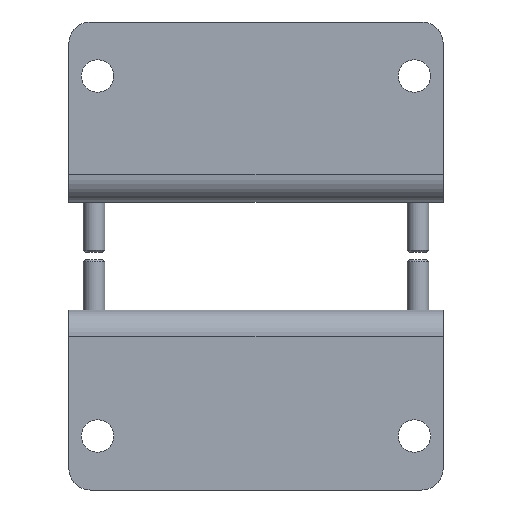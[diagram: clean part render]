
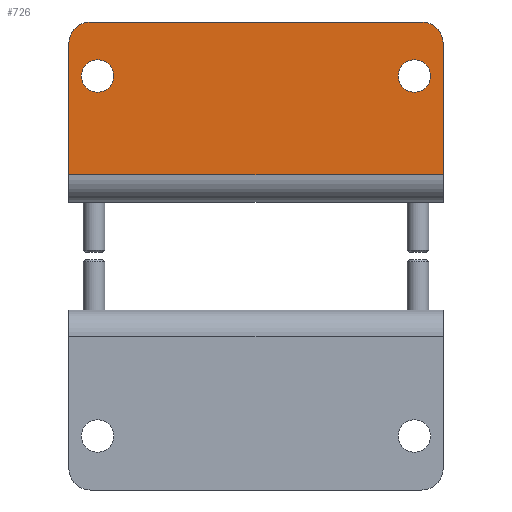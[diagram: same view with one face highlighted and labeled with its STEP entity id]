
A CAD part, front view. The second image highlights one B-rep face of the part: STEP entity #726.
In plain terms, the highlighted planar face has unit normal (0, -1, 0).
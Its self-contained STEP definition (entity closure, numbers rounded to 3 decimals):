
#92=CIRCLE('',#815,4.5);
#93=CIRCLE('',#816,4.5);
#94=CIRCLE('',#817,6.);
#95=CIRCLE('',#818,6.);
#172=ORIENTED_EDGE('',*,*,#349,.F.);
#173=ORIENTED_EDGE('',*,*,#350,.F.);
#174=ORIENTED_EDGE('',*,*,#317,.T.);
#175=ORIENTED_EDGE('',*,*,#351,.F.);
#176=ORIENTED_EDGE('',*,*,#324,.F.);
#177=ORIENTED_EDGE('',*,*,#352,.F.);
#178=ORIENTED_EDGE('',*,*,#308,.F.);
#179=ORIENTED_EDGE('',*,*,#348,.T.);
#308=EDGE_CURVE('',#402,#403,#465,.T.);
#317=EDGE_CURVE('',#412,#411,#472,.T.);
#324=EDGE_CURVE('',#418,#419,#477,.T.);
#348=EDGE_CURVE('',#402,#412,#491,.T.);
#349=EDGE_CURVE('',#434,#434,#92,.F.);
#350=EDGE_CURVE('',#435,#435,#93,.F.);
#351=EDGE_CURVE('',#419,#411,#94,.T.);
#352=EDGE_CURVE('',#403,#418,#95,.T.);
#402=VERTEX_POINT('',#1131);
#403=VERTEX_POINT('',#1132);
#411=VERTEX_POINT('',#1149);
#412=VERTEX_POINT('',#1151);
#418=VERTEX_POINT('',#1165);
#419=VERTEX_POINT('',#1166);
#434=VERTEX_POINT('',#1212);
#435=VERTEX_POINT('',#1214);
#465=LINE('',#1130,#511);
#472=LINE('',#1150,#518);
#477=LINE('',#1164,#523);
#491=LINE('',#1209,#537);
#511=VECTOR('',#892,1000.);
#518=VECTOR('',#905,1000.);
#523=VECTOR('',#916,1000.);
#537=VECTOR('',#960,1000.);
#569=EDGE_LOOP('',(#172));
#570=EDGE_LOOP('',(#173));
#571=EDGE_LOOP('',(#174,#175,#176,#177,#178,#179));
#637=FACE_BOUND('',#569,.T.);
#638=FACE_BOUND('',#570,.T.);
#639=FACE_BOUND('',#571,.T.);
#701=PLANE('',#814);
#726=ADVANCED_FACE('',(#637,#638,#639),#701,.F.);
#814=AXIS2_PLACEMENT_3D('',#1210,#961,#962);
#815=AXIS2_PLACEMENT_3D('',#1211,#963,#964);
#816=AXIS2_PLACEMENT_3D('',#1213,#965,#966);
#817=AXIS2_PLACEMENT_3D('',#1215,#967,#968);
#818=AXIS2_PLACEMENT_3D('',#1216,#969,#970);
#892=DIRECTION('',(0.,0.,-1.));
#905=DIRECTION('',(0.,0.,-1.));
#916=DIRECTION('',(-1.,0.,0.));
#960=DIRECTION('',(-1.,0.,0.));
#961=DIRECTION('',(0.,1.,0.));
#962=DIRECTION('',(0.,0.,1.));
#963=DIRECTION('',(0.,1.,0.));
#964=DIRECTION('',(0.,0.,1.));
#965=DIRECTION('',(0.,1.,0.));
#966=DIRECTION('',(0.,0.,1.));
#967=DIRECTION('',(0.,1.,0.));
#968=DIRECTION('',(1.,0.,0.));
#969=DIRECTION('',(0.,1.,0.));
#970=DIRECTION('',(1.,0.,0.));
#1130=CARTESIAN_POINT('',(52.,-3.,27.5));
#1131=CARTESIAN_POINT('',(52.,-3.,27.5));
#1132=CARTESIAN_POINT('',(52.,-3.,-9.));
#1149=CARTESIAN_POINT('',(-52.,-3.,-9.));
#1150=CARTESIAN_POINT('',(-52.,-3.,27.5));
#1151=CARTESIAN_POINT('',(-52.,-3.,27.5));
#1164=CARTESIAN_POINT('',(52.,-3.,-15.));
#1165=CARTESIAN_POINT('',(46.,-3.,-15.));
#1166=CARTESIAN_POINT('',(-46.,-3.,-15.));
#1209=CARTESIAN_POINT('',(52.,-3.,27.5));
#1210=CARTESIAN_POINT('',(52.,-3.,27.5));
#1211=CARTESIAN_POINT('',(-44.,-3.,0.));
#1212=CARTESIAN_POINT('',(-44.,-3.,4.5));
#1213=CARTESIAN_POINT('',(44.,-3.,0.));
#1214=CARTESIAN_POINT('',(44.,-3.,4.5));
#1215=CARTESIAN_POINT('',(-46.,-3.,-9.));
#1216=CARTESIAN_POINT('',(46.,-3.,-9.));
